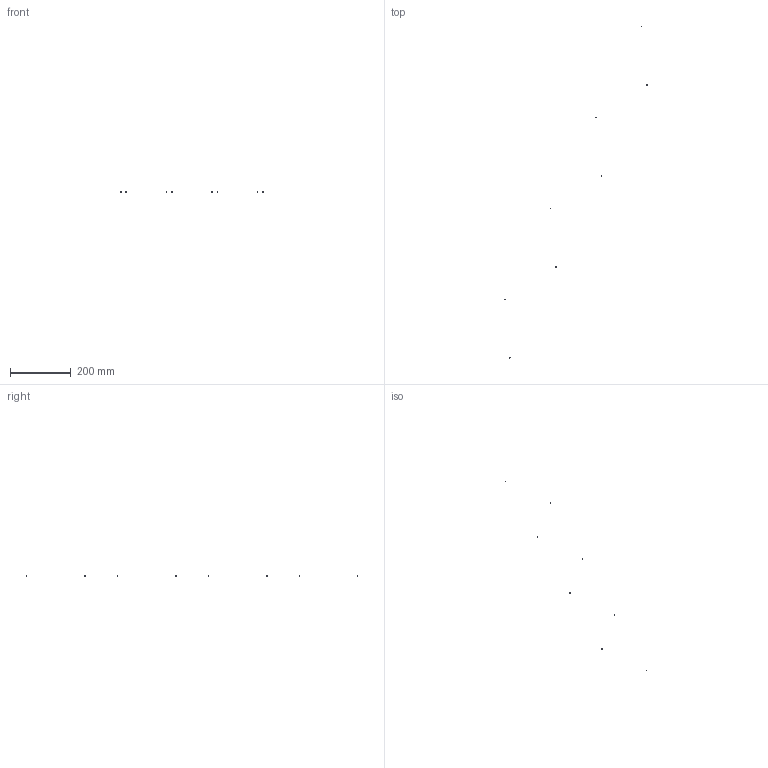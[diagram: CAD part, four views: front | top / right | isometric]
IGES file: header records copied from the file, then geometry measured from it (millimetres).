
Start section: SolidWorks IGES file using analytic representation for surfaces
Global section: file name: WALL SHADOW GRAND.IGS; native system: SolidWorks 2016; preprocessor: SolidWorks 2016; author: blivolsi; date: 160317.164420; units: millimetre
Bounding box: 468.59 x 1094.33 x 2 mm (x, y, z)
Volume: 30.6 mm3; surface area: 123 mm2
Topology: 8 solids, 8 shells, 44 faces, 84 edges, 56 vertices
Faces by surface type: plane 28, bspline 16
